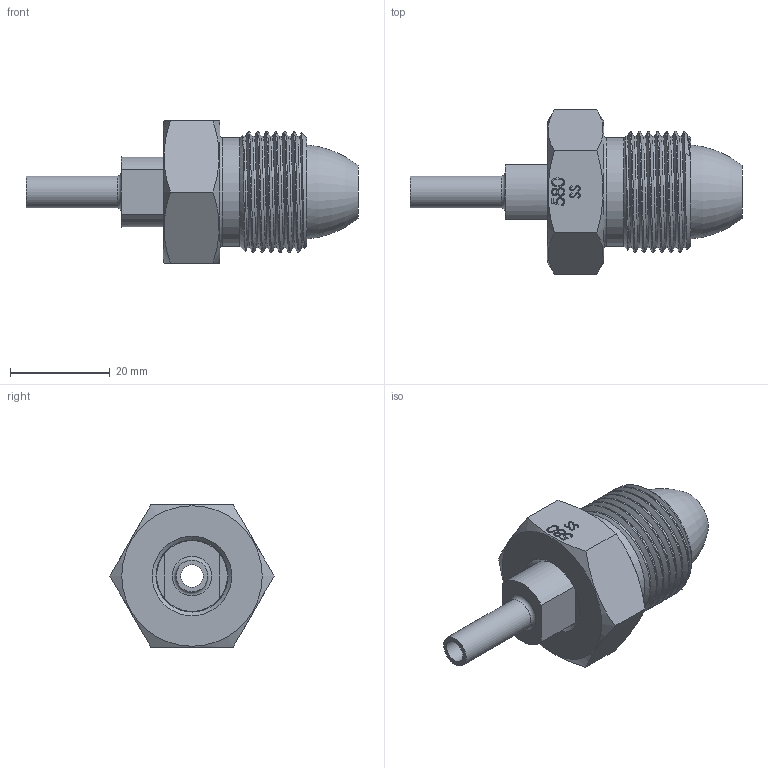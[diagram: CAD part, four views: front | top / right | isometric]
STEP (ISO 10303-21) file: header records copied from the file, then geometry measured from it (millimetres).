
FILE_DESCRIPTION (( 'STEP AP203' ), '1' );
FILE_NAME ('INL-580SS-4TS-42F.STEP', '2019-12-05T19:58:43', ( '' ), ( '' ), 'SwSTEP 2.0', 'SolidWorks 2018', '' );
FILE_SCHEMA (( 'CONFIG_CONTROL_DESIGN' ));
Length unit declared in the file: inch
Products named in the file (1): INL-580SS-4TS-42F
Bounding box: 66.67 x 33 x 28.57 mm (x, y, z)
Volume: 17647.8 mm3; surface area: 9087.5 mm2
Topology: 2 solids, 2 shells, 122 faces, 311 edges, 204 vertices
Faces by surface type: bspline 67, plane 35, cone 10, cylinder 6, torus 4
Full cylindrical faces by diameter (mm): 4.547 x1, 6.401 x1, 14.211 x1, 14.465 x1, 21.844 x1
Entity records: 8954 total; most frequent: CARTESIAN_POINT 6536, ORIENTED_EDGE 570, EDGE_CURVE 285, DIRECTION 270, VERTEX_POINT 197, EDGE_LOOP 152, B_SPLINE_CURVE_WITH_KNOTS 146, FACE_OUTER_BOUND 129
